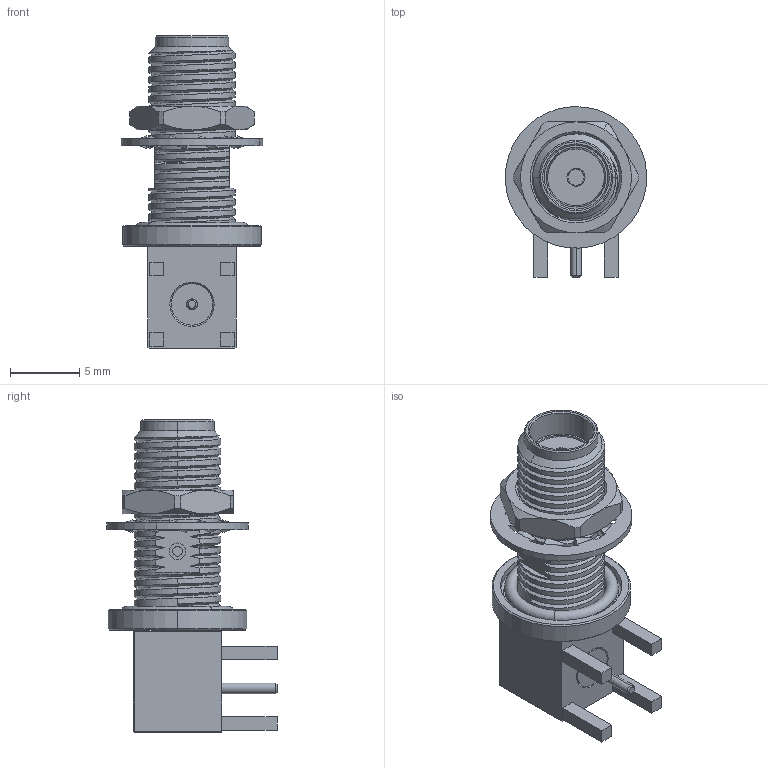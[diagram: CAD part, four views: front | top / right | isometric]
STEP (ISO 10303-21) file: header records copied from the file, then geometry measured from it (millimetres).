
FILE_DESCRIPTION (( 'STEP AP214' ), '1' );
FILE_NAME ('30-468-1-D3.STEP', '2021-04-07T06:29:19', ( '' ), ( '' ), 'SwSTEP 2.0', 'SolidWorks 2021', '' );
FILE_SCHEMA (( 'AUTOMOTIVE_DESIGN' ));
Length unit declared in the file: millimetre
Products named in the file (1): 30-468-1-D3
Bounding box: 10.19 x 12.27 x 22.53 mm (x, y, z)
Surface area: 1235.4 mm2 (no closed solid volume)
Topology: 0 solids, 12 shells, 267 faces, 710 edges, 460 vertices
Faces by surface type: plane 89, cylinder 75, bspline 59, cone 36, torus 8
Entity records: 20803 total; most frequent: CARTESIAN_POINT 11842, ORIENTED_EDGE 1359, DIRECTION 1052, EDGE_CURVE 710, VERTEX_POINT 460, AXIS2_PLACEMENT_3D 359, LINE 334, VECTOR 334
